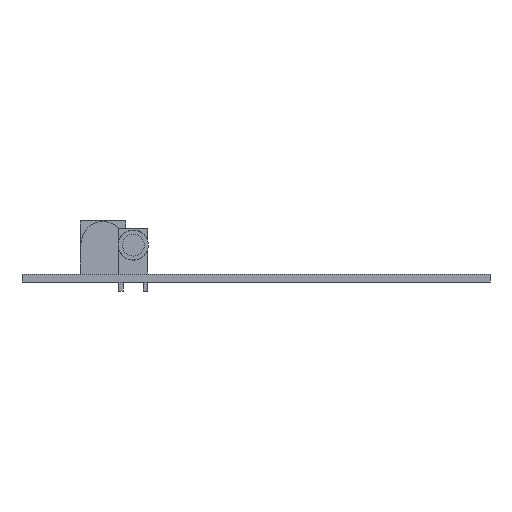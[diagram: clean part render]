
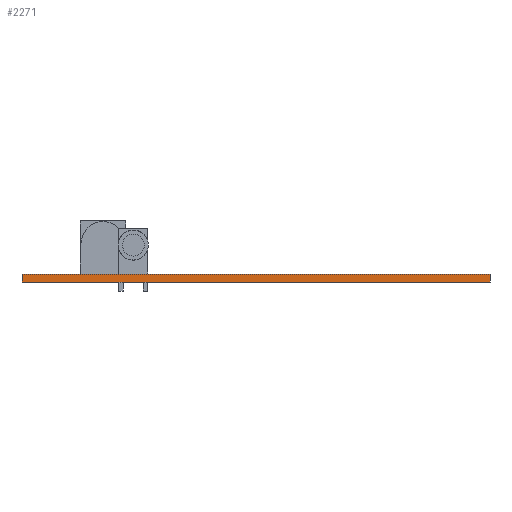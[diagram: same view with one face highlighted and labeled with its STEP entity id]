
A CAD part, left-side view. The second image highlights one B-rep face of the part: STEP entity #2271.
In plain terms, the highlighted planar face has unit normal (-1, 0, 0).
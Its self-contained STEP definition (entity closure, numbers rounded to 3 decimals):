
#6 = DIRECTION ( 'NONE',  ( 0., 0., -1. ) ) ;
#136 = LINE ( 'NONE', #697, #1108 ) ;
#214 = VERTEX_POINT ( 'NONE', #1536 ) ;
#259 = LINE ( 'NONE', #1592, #293 ) ;
#290 = ORIENTED_EDGE ( 'NONE', *, *, #1549, .T. ) ;
#293 = VECTOR ( 'NONE', #6, 1000. ) ;
#465 = PLANE ( 'NONE',  #1383 ) ;
#672 = DIRECTION ( 'NONE',  ( 0., 0., -1. ) ) ;
#697 = CARTESIAN_POINT ( 'NONE',  ( -49.45, -48.35, 1.65 ) ) ;
#766 = VERTEX_POINT ( 'NONE', #801 ) ;
#774 = CARTESIAN_POINT ( 'NONE',  ( -49.45, 48.35, 1.65 ) ) ;
#800 = VERTEX_POINT ( 'NONE', #964 ) ;
#801 = CARTESIAN_POINT ( 'NONE',  ( -49.45, 48.35, 1.65 ) ) ;
#816 = DIRECTION ( 'NONE',  ( 0., -1., 0. ) ) ;
#890 = CARTESIAN_POINT ( 'NONE',  ( -49.45, -48.35, 1.65 ) ) ;
#964 = CARTESIAN_POINT ( 'NONE',  ( -49.45, -48.35, 1.65 ) ) ;
#1064 = EDGE_CURVE ( 'NONE', #766, #800, #136, .T. ) ;
#1108 = VECTOR ( 'NONE', #2466, 1000. ) ;
#1264 = EDGE_CURVE ( 'NONE', #800, #2400, #259, .T. ) ;
#1383 = AXIS2_PLACEMENT_3D ( 'NONE', #890, #2491, #672 ) ;
#1411 = EDGE_CURVE ( 'NONE', #214, #2400, #2155, .T. ) ;
#1449 = VECTOR ( 'NONE', #1763, 1000. ) ;
#1536 = CARTESIAN_POINT ( 'NONE',  ( -49.45, 48.35, 0. ) ) ;
#1549 = EDGE_CURVE ( 'NONE', #766, #214, #1587, .T. ) ;
#1587 = LINE ( 'NONE', #774, #1449 ) ;
#1592 = CARTESIAN_POINT ( 'NONE',  ( -49.45, -48.35, 1.65 ) ) ;
#1624 = VECTOR ( 'NONE', #816, 1000. ) ;
#1680 = ORIENTED_EDGE ( 'NONE', *, *, #1064, .F. ) ;
#1763 = DIRECTION ( 'NONE',  ( 0., 0., -1. ) ) ;
#1984 = CARTESIAN_POINT ( 'NONE',  ( -49.45, -48.35, 0. ) ) ;
#2111 = CARTESIAN_POINT ( 'NONE',  ( -49.45, -48.35, 0. ) ) ;
#2137 = EDGE_LOOP ( 'NONE', ( #2522, #2587, #1680, #290 ) ) ;
#2155 = LINE ( 'NONE', #1984, #1624 ) ;
#2241 = FACE_OUTER_BOUND ( 'NONE', #2137, .T. ) ;
#2271 = ADVANCED_FACE ( 'NONE', ( #2241 ), #465, .F. ) ;
#2400 = VERTEX_POINT ( 'NONE', #2111 ) ;
#2466 = DIRECTION ( 'NONE',  ( 0., -1., 0. ) ) ;
#2491 = DIRECTION ( 'NONE',  ( 1., 0., 0. ) ) ;
#2522 = ORIENTED_EDGE ( 'NONE', *, *, #1411, .T. ) ;
#2587 = ORIENTED_EDGE ( 'NONE', *, *, #1264, .F. ) ;
